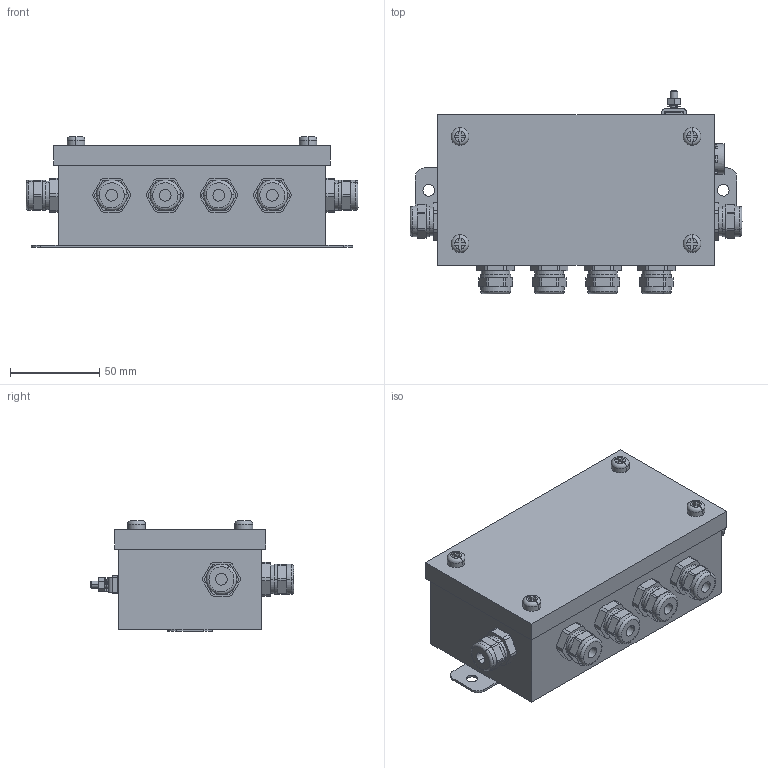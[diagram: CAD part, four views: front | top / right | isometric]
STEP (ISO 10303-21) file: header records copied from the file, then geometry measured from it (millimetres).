
FILE_DESCRIPTION(('CATIA V5 STEP Exchange','CAx-IF Rec.Pracs.--- Model Styling and Organization---1.4--- 2014-01-23'),'2;1');
FILE_NAME ('D1501145_0', '2021-07-28T12:53:33+00:00', ('none'), ('Weidmueller'), 'CATIA Version 5-6 Release 2016 SP3 HF44', 'CATIA V5 STEP AP214', 'none');
FILE_SCHEMA(('AUTOMOTIVE_DESIGN { 1 0 10303 214 1 1 1 1 }'));
Length unit declared in the file: millimetre
Products named in the file (1): S3D_FBCON_SS_CG_4WAY
Bounding box: 186 x 114 x 62.1 mm (x, y, z)
Volume: 715405.1 mm3; surface area: 69368.7 mm2
Topology: 9 solids, 13 shells, 560 faces, 1484 edges, 959 vertices
Faces by surface type: plane 341, cylinder 186, torus 20, cone 9, bspline 4
Entity records: 16894 total; most frequent: CARTESIAN_POINT 3726, ORIENTED_EDGE 2968, DIRECTION 1923, EDGE_CURVE 1484, VERTEX_POINT 960, VECTOR 833, LINE 833, AXIS2_PLACEMENT_3D 787
